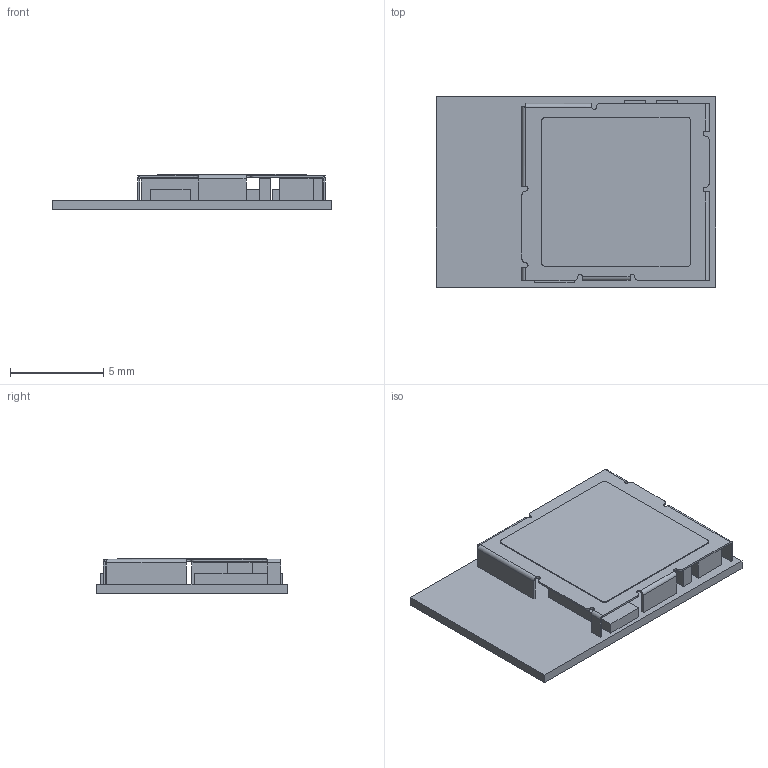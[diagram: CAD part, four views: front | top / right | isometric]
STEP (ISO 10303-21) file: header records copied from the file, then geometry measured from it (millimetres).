
FILE_DESCRIPTION(('FreeCAD Model'),'2;1');
FILE_NAME('BMD_340_A_R077_cp.step','2020-01-12T17:43:22',( 'kicad StepUp'),('ksu MCAD'),'Open CASCADE STEP processor 7.3', 'FreeCAD','Unknown');
FILE_SCHEMA(('AUTOMOTIVE_DESIGN { 1 0 10303 214 1 1 1 1 }'));
Length unit declared in the file: millimetre
Products named in the file (1): BMD_340_A_R077_cp
Bounding box: 15 x 10.2 x 1.9 mm (x, y, z)
Volume: 110.8 mm3; surface area: 871.6 mm2
Topology: 77 solids, 77 shells, 877 faces, 1917 edges, 1262 vertices
Faces by surface type: plane 843, cylinder 32, bspline 2
Entity records: 29541 total; most frequent: CARTESIAN_POINT 4143, ORIENTED_EDGE 3834, DIRECTION 3725, EDGE_CURVE 1917, LINE 1853, VECTOR 1853, VERTEX_POINT 1262, FACE_BOUND 945
